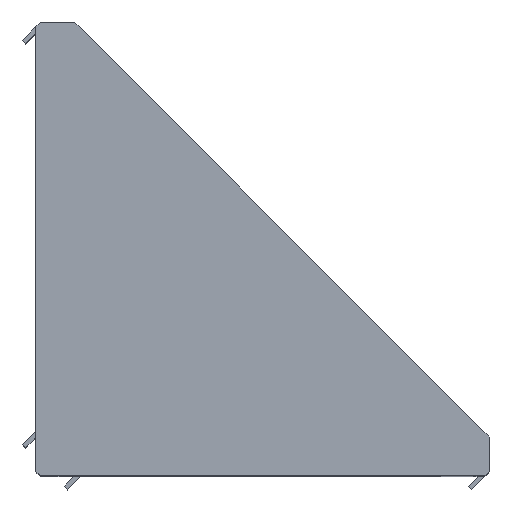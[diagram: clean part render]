
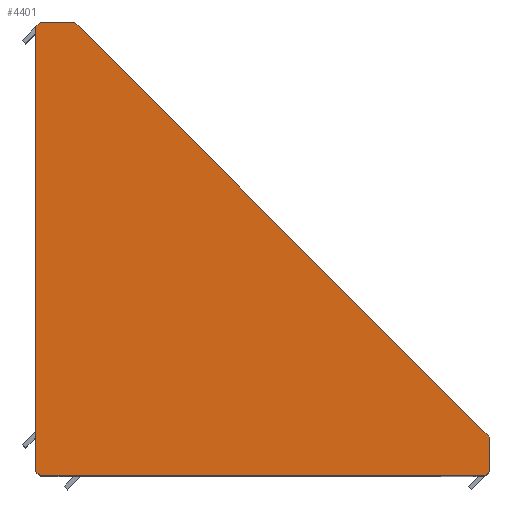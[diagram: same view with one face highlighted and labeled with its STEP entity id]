
A CAD part, top view. The second image highlights one B-rep face of the part: STEP entity #4401.
In plain terms, the highlighted planar face has unit normal (0, 0, 1).
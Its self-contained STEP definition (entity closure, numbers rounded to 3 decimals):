
#439 = DIRECTION ( 'NONE',  ( -0.707, 0.707, 0. ) ) ;
#780 = DIRECTION ( 'NONE',  ( 0.707, 0.707, 0. ) ) ;
#945 = LINE ( 'NONE', #3627, #1371 ) ;
#1031 = CARTESIAN_POINT ( 'NONE',  ( 0., 96., 47.625 ) ) ;
#1091 = LINE ( 'NONE', #7114, #7678 ) ;
#1298 = CARTESIAN_POINT ( 'NONE',  ( 0., 95., 47.625 ) ) ;
#1330 = LINE ( 'NONE', #1797, #8725 ) ;
#1371 = VECTOR ( 'NONE', #8536, 1000. ) ;
#1396 = LINE ( 'NONE', #1031, #3502 ) ;
#1474 = VECTOR ( 'NONE', #2647, 1000. ) ;
#1503 = CARTESIAN_POINT ( 'NONE',  ( 1., 96., 47.625 ) ) ;
#1517 = LINE ( 'NONE', #4862, #2297 ) ;
#1590 = CARTESIAN_POINT ( 'NONE',  ( 95., 9.2, 47.625 ) ) ;
#1782 = EDGE_CURVE ( 'NONE', #3610, #8913, #5250, .T. ) ;
#1797 = CARTESIAN_POINT ( 'NONE',  ( 52.1, 52.1, 47.625 ) ) ;
#1986 = VECTOR ( 'NONE', #7190, 1000. ) ;
#2036 = ORIENTED_EDGE ( 'NONE', *, *, #8863, .T. ) ;
#2055 = VERTEX_POINT ( 'NONE', #3688 ) ;
#2092 = LINE ( 'NONE', #5919, #4858 ) ;
#2297 = VECTOR ( 'NONE', #7411, 1000. ) ;
#2521 = VERTEX_POINT ( 'NONE', #5046 ) ;
#2574 = ORIENTED_EDGE ( 'NONE', *, *, #7750, .T. ) ;
#2625 = CARTESIAN_POINT ( 'NONE',  ( 9.2, 95., 47.625 ) ) ;
#2647 = DIRECTION ( 'NONE',  ( 0.707, -0.707, 0. ) ) ;
#2890 = CARTESIAN_POINT ( 'NONE',  ( 96., 8.2, 47.625 ) ) ;
#2915 = CARTESIAN_POINT ( 'NONE',  ( 0.5, 0.5, 47.625 ) ) ;
#3004 = LINE ( 'NONE', #4413, #1986 ) ;
#3427 = EDGE_CURVE ( 'NONE', #2521, #2055, #1091, .T. ) ;
#3502 = VECTOR ( 'NONE', #5244, 1000. ) ;
#3610 = VERTEX_POINT ( 'NONE', #5301 ) ;
#3627 = CARTESIAN_POINT ( 'NONE',  ( -47.5, 47.5, 47.625 ) ) ;
#3688 = CARTESIAN_POINT ( 'NONE',  ( 96., 1., 47.625 ) ) ;
#3731 = ORIENTED_EDGE ( 'NONE', *, *, #4931, .F. ) ;
#3810 = ORIENTED_EDGE ( 'NONE', *, *, #3427, .T. ) ;
#3847 = EDGE_CURVE ( 'NONE', #8615, #3610, #1517, .T. ) ;
#3889 = PLANE ( 'NONE',  #7490 ) ;
#4345 = VERTEX_POINT ( 'NONE', #6613 ) ;
#4401 = ADVANCED_FACE ( 'NONE', ( #5102 ), #3889, .T. ) ;
#4413 = CARTESIAN_POINT ( 'NONE',  ( 96., 0., 47.625 ) ) ;
#4506 = EDGE_LOOP ( 'NONE', ( #3731, #4706, #6773, #3810, #7888, #2036, #2574, #8131, #6026, #8074 ) ) ;
#4629 = DIRECTION ( 'NONE',  ( 0., 0., 1. ) ) ;
#4706 = ORIENTED_EDGE ( 'NONE', *, *, #5016, .T. ) ;
#4721 = VECTOR ( 'NONE', #7226, 1000. ) ;
#4858 = VECTOR ( 'NONE', #439, 1000. ) ;
#4862 = CARTESIAN_POINT ( 'NONE',  ( 0., 96., 47.625 ) ) ;
#4931 = EDGE_CURVE ( 'NONE', #6208, #5976, #1396, .T. ) ;
#5016 = EDGE_CURVE ( 'NONE', #6208, #4345, #5821, .T. ) ;
#5046 = CARTESIAN_POINT ( 'NONE',  ( 95., 0., 47.625 ) ) ;
#5102 = FACE_OUTER_BOUND ( 'NONE', #4506, .T. ) ;
#5244 = DIRECTION ( 'NONE',  ( 0., 1., 0. ) ) ;
#5250 = LINE ( 'NONE', #6245, #1474 ) ;
#5301 = CARTESIAN_POINT ( 'NONE',  ( 8.2, 96., 47.625 ) ) ;
#5374 = VERTEX_POINT ( 'NONE', #1590 ) ;
#5459 = DIRECTION ( 'NONE',  ( -0.707, 0.707, 0. ) ) ;
#5821 = LINE ( 'NONE', #2915, #4721 ) ;
#5919 = CARTESIAN_POINT ( 'NONE',  ( 52.1, 52.1, 47.625 ) ) ;
#5976 = VERTEX_POINT ( 'NONE', #1298 ) ;
#6026 = ORIENTED_EDGE ( 'NONE', *, *, #3847, .F. ) ;
#6070 = EDGE_CURVE ( 'NONE', #5976, #8615, #945, .T. ) ;
#6208 = VERTEX_POINT ( 'NONE', #8093 ) ;
#6245 = CARTESIAN_POINT ( 'NONE',  ( 52.1, 52.1, 47.625 ) ) ;
#6613 = CARTESIAN_POINT ( 'NONE',  ( 1., 0., 47.625 ) ) ;
#6773 = ORIENTED_EDGE ( 'NONE', *, *, #8654, .T. ) ;
#7114 = CARTESIAN_POINT ( 'NONE',  ( 47.5, -47.5, 47.625 ) ) ;
#7155 = VECTOR ( 'NONE', #7861, 1000. ) ;
#7190 = DIRECTION ( 'NONE',  ( 0., 1., 0. ) ) ;
#7226 = DIRECTION ( 'NONE',  ( 0.707, -0.707, 0. ) ) ;
#7411 = DIRECTION ( 'NONE',  ( 1., 0., 0. ) ) ;
#7490 = AXIS2_PLACEMENT_3D ( 'NONE', #8833, #4629, #8044 ) ;
#7678 = VECTOR ( 'NONE', #780, 1000. ) ;
#7750 = EDGE_CURVE ( 'NONE', #5374, #8913, #1330, .T. ) ;
#7773 = CARTESIAN_POINT ( 'NONE',  ( 96., 0., 47.625 ) ) ;
#7861 = DIRECTION ( 'NONE',  ( 1., 0., 0. ) ) ;
#7888 = ORIENTED_EDGE ( 'NONE', *, *, #8743, .T. ) ;
#8011 = VERTEX_POINT ( 'NONE', #2890 ) ;
#8044 = DIRECTION ( 'NONE',  ( 1., 0., 0. ) ) ;
#8074 = ORIENTED_EDGE ( 'NONE', *, *, #6070, .F. ) ;
#8093 = CARTESIAN_POINT ( 'NONE',  ( 0., 1., 47.625 ) ) ;
#8131 = ORIENTED_EDGE ( 'NONE', *, *, #1782, .F. ) ;
#8364 = LINE ( 'NONE', #7773, #7155 ) ;
#8536 = DIRECTION ( 'NONE',  ( 0.707, 0.707, 0. ) ) ;
#8615 = VERTEX_POINT ( 'NONE', #1503 ) ;
#8654 = EDGE_CURVE ( 'NONE', #4345, #2521, #8364, .T. ) ;
#8725 = VECTOR ( 'NONE', #5459, 1000. ) ;
#8743 = EDGE_CURVE ( 'NONE', #2055, #8011, #3004, .T. ) ;
#8833 = CARTESIAN_POINT ( 'NONE',  ( 0., 0., 47.625 ) ) ;
#8863 = EDGE_CURVE ( 'NONE', #8011, #5374, #2092, .T. ) ;
#8913 = VERTEX_POINT ( 'NONE', #2625 ) ;
